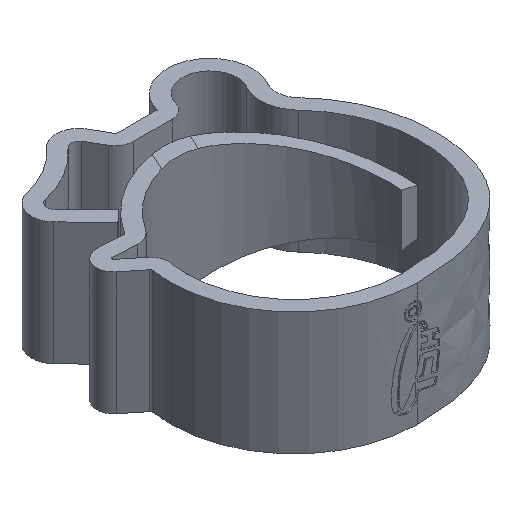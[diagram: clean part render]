
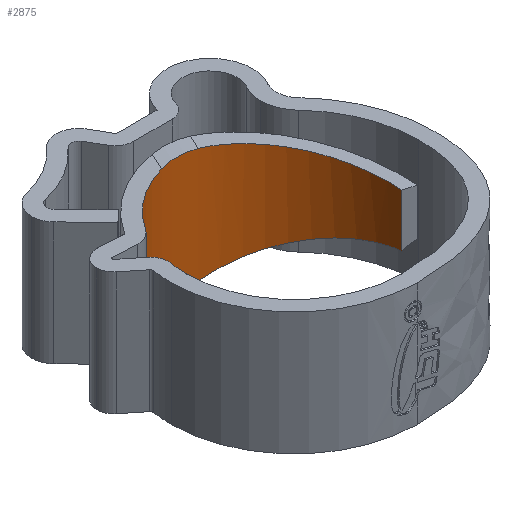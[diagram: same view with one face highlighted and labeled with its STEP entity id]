
A CAD part, isometric view. The second image highlights one B-rep face of the part: STEP entity #2875.
In plain terms, the highlighted cylindrical face has radius 7 mm (diameter 14 mm), a partial arc.
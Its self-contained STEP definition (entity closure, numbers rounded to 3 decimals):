
#23 = AXIS2_PLACEMENT_3D ( 'NONE', #2959, #8020, #6132 ) ;
#83 = VERTEX_POINT ( 'NONE', #7925 ) ;
#113 = ORIENTED_EDGE ( 'NONE', *, *, #4612, .T. ) ;
#359 = CYLINDRICAL_SURFACE ( 'NONE', #23, 7. ) ;
#481 = EDGE_CURVE ( 'NONE', #83, #4074, #4197, .T. ) ;
#522 = DIRECTION ( 'NONE',  ( 0., 0., -1. ) ) ;
#547 = DIRECTION ( 'NONE',  ( 0., 0., 1. ) ) ;
#803 = EDGE_CURVE ( 'NONE', #83, #5663, #7390, .T. ) ;
#843 = CARTESIAN_POINT ( 'NONE',  ( -0.163, 7.012, -3.9 ) ) ;
#923 = CARTESIAN_POINT ( 'NONE',  ( 0.716, 6.963, -3.736 ) ) ;
#1107 = CARTESIAN_POINT ( 'NONE',  ( -1.904, 6.736, 4. ) ) ;
#1143 = CARTESIAN_POINT ( 'NONE',  ( 7., 0., -1.713 ) ) ;
#1198 = CARTESIAN_POINT ( 'NONE',  ( 0.716, 6.963, -3.736 ) ) ;
#1426 = EDGE_CURVE ( 'NONE', #3923, #4074, #7519, .T. ) ;
#1601 = EDGE_CURVE ( 'NONE', #6293, #2052, #6339, .T. ) ;
#1759 = ORIENTED_EDGE ( 'NONE', *, *, #1426, .T. ) ;
#1888 = CARTESIAN_POINT ( 'NONE',  ( 0.716, 6.963, 3.736 ) ) ;
#1963 = B_SPLINE_CURVE_WITH_KNOTS ( 'NONE', 3,
 ( #6830, #6788, #7499, #7412, #8125, #1107 ),
 .UNSPECIFIED., .F., .F.,
 ( 4, 2, 4 ),
 ( 0., 0.001, 0.003 ),
 .UNSPECIFIED. ) ;
#2052 = VERTEX_POINT ( 'NONE', #1888 ) ;
#2175 = CARTESIAN_POINT ( 'NONE',  ( -1.474, 6.858, -4. ) ) ;
#2703 = ORIENTED_EDGE ( 'NONE', *, *, #3987, .T. ) ;
#2735 = CARTESIAN_POINT ( 'NONE',  ( 7., 0., 1.713 ) ) ;
#2760 = CARTESIAN_POINT ( 'NONE',  ( 0.282, 7.008, -3.833 ) ) ;
#2875 = ADVANCED_FACE ( 'NONE', ( #6217 ), #359, .F. ) ;
#2959 = CARTESIAN_POINT ( 'NONE',  ( 0., 0., 4. ) ) ;
#3310 = EDGE_CURVE ( 'NONE', #6293, #6741, #6084, .T. ) ;
#3398 = EDGE_CURVE ( 'NONE', #5663, #6741, #5170, .T. ) ;
#3580 = ORIENTED_EDGE ( 'NONE', *, *, #803, .T. ) ;
#3676 = DIRECTION ( 'NONE',  ( 0., 0., -1. ) ) ;
#3746 = CARTESIAN_POINT ( 'NONE',  ( 7., 3.775, -2.084 ) ) ;
#3832 = ORIENTED_EDGE ( 'NONE', *, *, #3310, .F. ) ;
#3894 = AXIS2_PLACEMENT_3D ( 'NONE', #5214, #7725, #5710 ) ;
#3923 = VERTEX_POINT ( 'NONE', #4379 ) ;
#3987 = EDGE_CURVE ( 'NONE', #4885, #3923, #5876, .T. ) ;
#4069 = CARTESIAN_POINT ( 'NONE',  ( -1.904, 6.736, 4. ) ) ;
#4074 = VERTEX_POINT ( 'NONE', #5796 ) ;
#4197 = CIRCLE ( 'NONE', #8208, 7. ) ;
#4241 = CARTESIAN_POINT ( 'NONE',  ( 7., 0., 1.713 ) ) ;
#4267 = DIRECTION ( 'NONE',  ( 1., 0., 0. ) ) ;
#4367 = CARTESIAN_POINT ( 'NONE',  ( 4.471, 6.577, -2.898 ) ) ;
#4379 = CARTESIAN_POINT ( 'NONE',  ( -5.869, 3.815, 4. ) ) ;
#4544 = EDGE_LOOP ( 'NONE', ( #6465, #3580, #6203, #3832, #7196, #113, #2703, #1759 ) ) ;
#4612 = EDGE_CURVE ( 'NONE', #2052, #4885, #1963, .T. ) ;
#4879 = CARTESIAN_POINT ( 'NONE',  ( -5.869, 3.815, 4. ) ) ;
#4885 = VERTEX_POINT ( 'NONE', #4069 ) ;
#5158 = CARTESIAN_POINT ( 'NONE',  ( 4.471, 6.577, 2.898 ) ) ;
#5170 =( BOUNDED_CURVE ( )  B_SPLINE_CURVE ( 3, ( #1198, #4367, #3746, #6459 ),
 .UNSPECIFIED., .F., .T. ) 
 B_SPLINE_CURVE_WITH_KNOTS ( ( 4, 4 ),
 ( 1.241, 2.709 ),
 .UNSPECIFIED. ) 
 CURVE ( )  GEOMETRIC_REPRESENTATION_ITEM ( )  RATIONAL_B_SPLINE_CURVE ( ( 1., 0.828, 0.828, 1. ) ) 
 REPRESENTATION_ITEM ( '' )  );
#5214 = CARTESIAN_POINT ( 'NONE',  ( 0., 0., 4. ) ) ;
#5663 = VERTEX_POINT ( 'NONE', #7416 ) ;
#5710 = DIRECTION ( 'NONE',  ( 1., 0., 0. ) ) ;
#5796 = CARTESIAN_POINT ( 'NONE',  ( -5.869, 3.815, -4. ) ) ;
#5876 = CIRCLE ( 'NONE', #3894, 7. ) ;
#5896 = CARTESIAN_POINT ( 'NONE',  ( -1.039, 6.936, -3.983 ) ) ;
#6015 = VECTOR ( 'NONE', #522, 1000. ) ;
#6084 = LINE ( 'NONE', #7511, #6015 ) ;
#6132 = DIRECTION ( 'NONE',  ( -1., 0., 0. ) ) ;
#6203 = ORIENTED_EDGE ( 'NONE', *, *, #3398, .T. ) ;
#6217 = FACE_OUTER_BOUND ( 'NONE', #4544, .T. ) ;
#6293 = VERTEX_POINT ( 'NONE', #4241 ) ;
#6339 =( BOUNDED_CURVE ( )  B_SPLINE_CURVE ( 3, ( #2735, #7172, #5158, #7712 ),
 .UNSPECIFIED., .F., .F. ) 
 B_SPLINE_CURVE_WITH_KNOTS ( ( 4, 4 ),
 ( 0.432, 1.901 ),
 .UNSPECIFIED. ) 
 CURVE ( )  GEOMETRIC_REPRESENTATION_ITEM ( )  RATIONAL_B_SPLINE_CURVE ( ( 1., 0.828, 0.828, 1. ) ) 
 REPRESENTATION_ITEM ( '' )  );
#6459 = CARTESIAN_POINT ( 'NONE',  ( 7., 0., -1.713 ) ) ;
#6465 = ORIENTED_EDGE ( 'NONE', *, *, #481, .F. ) ;
#6605 = CARTESIAN_POINT ( 'NONE',  ( -1.904, 6.736, -4. ) ) ;
#6741 = VERTEX_POINT ( 'NONE', #1143 ) ;
#6788 = CARTESIAN_POINT ( 'NONE',  ( 0.281, 7.008, 3.833 ) ) ;
#6830 = CARTESIAN_POINT ( 'NONE',  ( 0.716, 6.963, 3.736 ) ) ;
#7172 = CARTESIAN_POINT ( 'NONE',  ( 7., 3.775, 2.084 ) ) ;
#7196 = ORIENTED_EDGE ( 'NONE', *, *, #1601, .T. ) ;
#7321 = VECTOR ( 'NONE', #3676, 1000. ) ;
#7390 = B_SPLINE_CURVE_WITH_KNOTS ( 'NONE', 3,
 ( #6605, #2175, #5896, #843, #2760, #923 ),
 .UNSPECIFIED., .F., .F.,
 ( 4, 2, 4 ),
 ( 0., 0.001, 0.003 ),
 .UNSPECIFIED. ) ;
#7412 = CARTESIAN_POINT ( 'NONE',  ( -1.031, 6.938, 3.982 ) ) ;
#7416 = CARTESIAN_POINT ( 'NONE',  ( 0.716, 6.963, -3.736 ) ) ;
#7488 = CARTESIAN_POINT ( 'NONE',  ( 0., 0., -4. ) ) ;
#7499 = CARTESIAN_POINT ( 'NONE',  ( -0.155, 7.012, 3.899 ) ) ;
#7511 = CARTESIAN_POINT ( 'NONE',  ( 7., 0., 4. ) ) ;
#7519 = LINE ( 'NONE', #4879, #7321 ) ;
#7712 = CARTESIAN_POINT ( 'NONE',  ( 0.716, 6.963, 3.736 ) ) ;
#7725 = DIRECTION ( 'NONE',  ( 0., 0., 1. ) ) ;
#7925 = CARTESIAN_POINT ( 'NONE',  ( -1.904, 6.736, -4. ) ) ;
#8020 = DIRECTION ( 'NONE',  ( 0., 0., -1. ) ) ;
#8125 = CARTESIAN_POINT ( 'NONE',  ( -1.473, 6.858, 4. ) ) ;
#8208 = AXIS2_PLACEMENT_3D ( 'NONE', #7488, #547, #4267 ) ;
